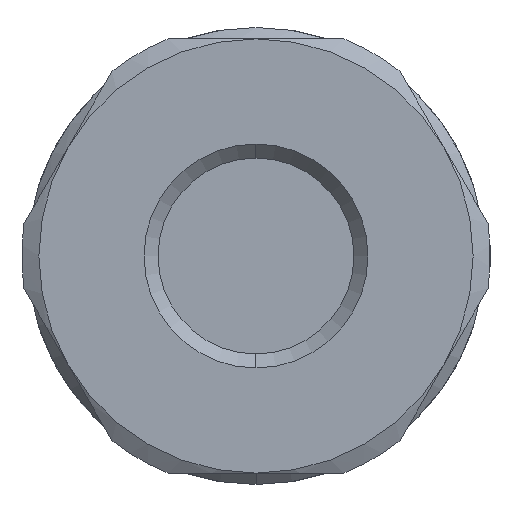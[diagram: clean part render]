
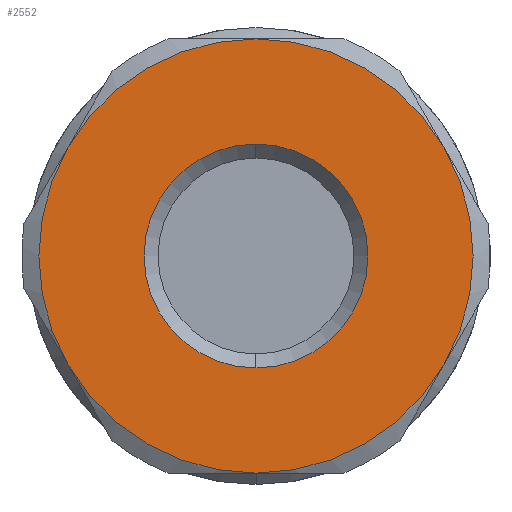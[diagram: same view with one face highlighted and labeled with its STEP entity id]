
A CAD part, left-side view. The second image highlights one B-rep face of the part: STEP entity #2552.
In plain terms, the highlighted planar face has unit normal (-1, 0, 0).
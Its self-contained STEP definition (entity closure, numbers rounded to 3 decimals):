
#156 = AXIS2_PLACEMENT_3D ( 'NONE', #2026, #2018, #1970 ) ;
#187 = AXIS2_PLACEMENT_3D ( 'NONE', #1910, #1441, #1393 ) ;
#189 = AXIS2_PLACEMENT_3D ( 'NONE', #1434, #1390, #1397 ) ;
#198 = AXIS2_PLACEMENT_3D ( 'NONE', #1424, #1392, #1420 ) ;
#227 = AXIS2_PLACEMENT_3D ( 'NONE', #2927, #2928, #2929 ) ;
#228 = AXIS2_PLACEMENT_3D ( 'NONE', #2930, #2931, #2932 ) ;
#229 = AXIS2_PLACEMENT_3D ( 'NONE', #2933, #2934, #2935 ) ;
#230 = AXIS2_PLACEMENT_3D ( 'NONE', #2936, #2937, #2938 ) ;
#300 = AXIS2_PLACEMENT_3D ( 'NONE', #3489, #3490, #3491 ) ;
#426 = EDGE_LOOP ( 'NONE', ( #1077, #1078 ) ) ;
#430 = EDGE_LOOP ( 'NONE', ( #1079, #1080, #1081, #1082, #1083, #1084 ) ) ;
#751 = CIRCLE ( 'NONE', #189, 9.5 ) ;
#763 = CIRCLE ( 'NONE', #198, 4.9 ) ;
#789 = CIRCLE ( 'NONE', #227, 9.5 ) ;
#790 = CIRCLE ( 'NONE', #228, 9.5 ) ;
#791 = CIRCLE ( 'NONE', #229, 9.5 ) ;
#792 = CIRCLE ( 'NONE', #230, 9.5 ) ;
#1077 = ORIENTED_EDGE ( 'NONE', *, *, #2383, .T. ) ;
#1078 = ORIENTED_EDGE ( 'NONE', *, *, #2374, .T. ) ;
#1079 = ORIENTED_EDGE ( 'NONE', *, *, #2375, .F. ) ;
#1080 = ORIENTED_EDGE ( 'NONE', *, *, #2411, .F. ) ;
#1081 = ORIENTED_EDGE ( 'NONE', *, *, #2410, .F. ) ;
#1082 = ORIENTED_EDGE ( 'NONE', *, *, #2408, .F. ) ;
#1083 = ORIENTED_EDGE ( 'NONE', *, *, #2409, .F. ) ;
#1084 = ORIENTED_EDGE ( 'NONE', *, *, #2350, .F. ) ;
#1260 = CARTESIAN_POINT ( 'NONE',  ( 7.1, -0.029, 4.9 ) ) ;
#1277 = CARTESIAN_POINT ( 'NONE',  ( 7.1, -0.029, -9.5 ) ) ;
#1279 = CARTESIAN_POINT ( 'NONE',  ( 7.1, 8.198, -4.75 ) ) ;
#1285 = CARTESIAN_POINT ( 'NONE',  ( 7.1, -0.029, -4.9 ) ) ;
#1288 = CARTESIAN_POINT ( 'NONE',  ( 7.1, 8.198, 4.75 ) ) ;
#1302 = CARTESIAN_POINT ( 'NONE',  ( 7.1, -8.257, 4.75 ) ) ;
#1310 = CARTESIAN_POINT ( 'NONE',  ( 7.1, -0.029, 9.5 ) ) ;
#1331 = CARTESIAN_POINT ( 'NONE',  ( 7.1, -8.257, -4.75 ) ) ;
#1390 = DIRECTION ( 'NONE',  ( 1., 0., 0. ) ) ;
#1392 = DIRECTION ( 'NONE',  ( 1., 0., 0. ) ) ;
#1393 = DIRECTION ( 'NONE',  ( 0., 0., -1. ) ) ;
#1397 = DIRECTION ( 'NONE',  ( 0., 0., -1. ) ) ;
#1420 = DIRECTION ( 'NONE',  ( 0., 0., -1. ) ) ;
#1424 = CARTESIAN_POINT ( 'NONE',  ( 7.1, -0.029, 0. ) ) ;
#1434 = CARTESIAN_POINT ( 'NONE',  ( 7.1, -0.029, 0. ) ) ;
#1441 = DIRECTION ( 'NONE',  ( 1., 0., 0. ) ) ;
#1577 = VERTEX_POINT ( 'NONE', #1277 ) ;
#1623 = VERTEX_POINT ( 'NONE', #1260 ) ;
#1747 = VERTEX_POINT ( 'NONE', #1279 ) ;
#1751 = VERTEX_POINT ( 'NONE', #1285 ) ;
#1757 = VERTEX_POINT ( 'NONE', #1288 ) ;
#1796 = VERTEX_POINT ( 'NONE', #1331 ) ;
#1815 = VERTEX_POINT ( 'NONE', #1310 ) ;
#1830 = VERTEX_POINT ( 'NONE', #1302 ) ;
#1910 = CARTESIAN_POINT ( 'NONE',  ( 7.1, -0.029, 0. ) ) ;
#1970 = DIRECTION ( 'NONE',  ( 0., 0., -1. ) ) ;
#2018 = DIRECTION ( 'NONE',  ( 1., 0., 0. ) ) ;
#2026 = CARTESIAN_POINT ( 'NONE',  ( 7.1, -0.029, 0. ) ) ;
#2144 = CIRCLE ( 'NONE', #156, 9.5 ) ;
#2175 = CIRCLE ( 'NONE', #187, 4.9 ) ;
#2350 = EDGE_CURVE ( 'NONE', #1747, #1757, #2144, .T. ) ;
#2374 = EDGE_CURVE ( 'NONE', #1751, #1623, #2175, .T. ) ;
#2375 = EDGE_CURVE ( 'NONE', #1577, #1747, #751, .T. ) ;
#2383 = EDGE_CURVE ( 'NONE', #1623, #1751, #763, .T. ) ;
#2408 = EDGE_CURVE ( 'NONE', #1815, #1830, #789, .T. ) ;
#2409 = EDGE_CURVE ( 'NONE', #1757, #1815, #790, .T. ) ;
#2410 = EDGE_CURVE ( 'NONE', #1830, #1796, #791, .T. ) ;
#2411 = EDGE_CURVE ( 'NONE', #1796, #1577, #792, .T. ) ;
#2552 = ADVANCED_FACE ( 'NONE', ( #2727, #2728 ), #3488, .T. ) ;
#2727 = FACE_BOUND ( 'NONE', #426, .T. ) ;
#2728 = FACE_OUTER_BOUND ( 'NONE', #430, .T. ) ;
#2927 = CARTESIAN_POINT ( 'NONE',  ( 7.1, -0.029, 0. ) ) ;
#2928 = DIRECTION ( 'NONE',  ( 1., 0., 0. ) ) ;
#2929 = DIRECTION ( 'NONE',  ( 0., 0., -1. ) ) ;
#2930 = CARTESIAN_POINT ( 'NONE',  ( 7.1, -0.029, 0. ) ) ;
#2931 = DIRECTION ( 'NONE',  ( 1., 0., 0. ) ) ;
#2932 = DIRECTION ( 'NONE',  ( 0., 0., -1. ) ) ;
#2933 = CARTESIAN_POINT ( 'NONE',  ( 7.1, -0.029, 0. ) ) ;
#2934 = DIRECTION ( 'NONE',  ( 1., 0., 0. ) ) ;
#2935 = DIRECTION ( 'NONE',  ( 0., 0., -1. ) ) ;
#2936 = CARTESIAN_POINT ( 'NONE',  ( 7.1, -0.029, 0. ) ) ;
#2937 = DIRECTION ( 'NONE',  ( 1., 0., 0. ) ) ;
#2938 = DIRECTION ( 'NONE',  ( 0., 0., -1. ) ) ;
#3488 = PLANE ( 'NONE',  #300 ) ;
#3489 = CARTESIAN_POINT ( 'NONE',  ( 7.1, 9.471, 0. ) ) ;
#3490 = DIRECTION ( 'NONE',  ( -1., 0., 0. ) ) ;
#3491 = DIRECTION ( 'NONE',  ( 0., 0., 1. ) ) ;
